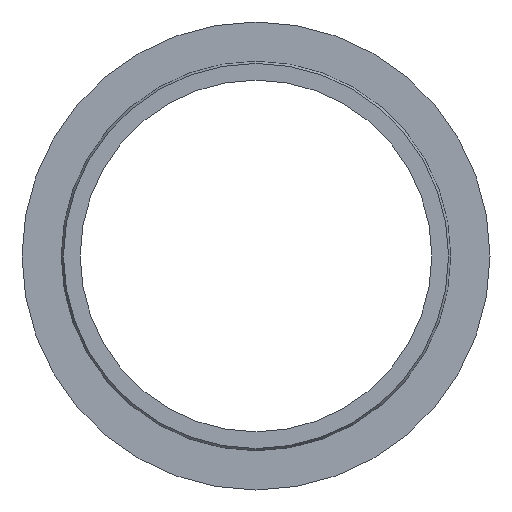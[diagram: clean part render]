
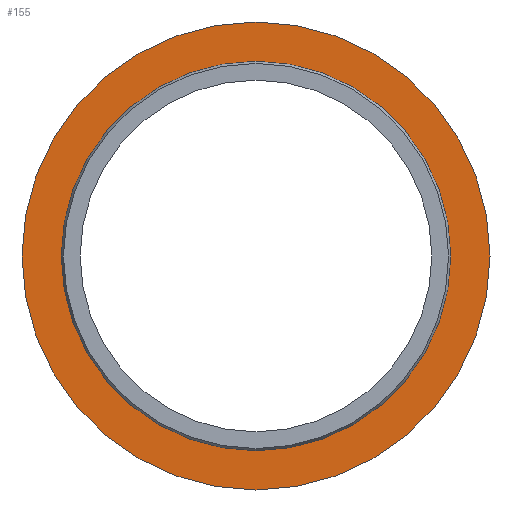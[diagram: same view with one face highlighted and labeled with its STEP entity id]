
A CAD part, left-side view. The second image highlights one B-rep face of the part: STEP entity #155.
In plain terms, the highlighted planar face has unit normal (-1, 0, 0).
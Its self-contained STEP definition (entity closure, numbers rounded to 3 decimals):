
#30 = DIRECTION ( 'NONE',  ( -1., 0., 0. ) ) ;
#41 = CARTESIAN_POINT ( 'NONE',  ( -3.082, 12.2, 0. ) ) ;
#100 = VERTEX_POINT ( 'NONE', #203 ) ;
#124 = AXIS2_PLACEMENT_3D ( 'NONE', #259, #330, #174 ) ;
#139 = FACE_OUTER_BOUND ( 'NONE', #264, .T. ) ;
#145 = AXIS2_PLACEMENT_3D ( 'NONE', #282, #30, #278 ) ;
#155 = ADVANCED_FACE ( 'NONE', ( #273, #139 ), #165, .F. ) ;
#158 = CARTESIAN_POINT ( 'NONE',  ( -3.082, 0., 15.24 ) ) ;
#165 = PLANE ( 'NONE',  #297 ) ;
#174 = DIRECTION ( 'NONE',  ( 0., 0., 1. ) ) ;
#203 = CARTESIAN_POINT ( 'NONE',  ( -3.082, 0., 12.2 ) ) ;
#238 = EDGE_LOOP ( 'NONE', ( #306 ) ) ;
#259 = CARTESIAN_POINT ( 'NONE',  ( -3.082, 0., 0. ) ) ;
#264 = EDGE_LOOP ( 'NONE', ( #316 ) ) ;
#267 = EDGE_CURVE ( 'NONE', #310, #310, #275, .T. ) ;
#270 = CIRCLE ( 'NONE', #145, 12.2 ) ;
#273 = FACE_BOUND ( 'NONE', #238, .T. ) ;
#275 = CIRCLE ( 'NONE', #124, 15.24 ) ;
#278 = DIRECTION ( 'NONE',  ( 0., 0., 1. ) ) ;
#282 = CARTESIAN_POINT ( 'NONE',  ( -3.082, 0., 0. ) ) ;
#283 = EDGE_CURVE ( 'NONE', #100, #100, #270, .T. ) ;
#293 = DIRECTION ( 'NONE',  ( 1., 0., 0. ) ) ;
#294 = DIRECTION ( 'NONE',  ( 0., 0., -1. ) ) ;
#297 = AXIS2_PLACEMENT_3D ( 'NONE', #41, #293, #294 ) ;
#306 = ORIENTED_EDGE ( 'NONE', *, *, #283, .F. ) ;
#310 = VERTEX_POINT ( 'NONE', #158 ) ;
#316 = ORIENTED_EDGE ( 'NONE', *, *, #267, .T. ) ;
#330 = DIRECTION ( 'NONE',  ( -1., 0., 0. ) ) ;
